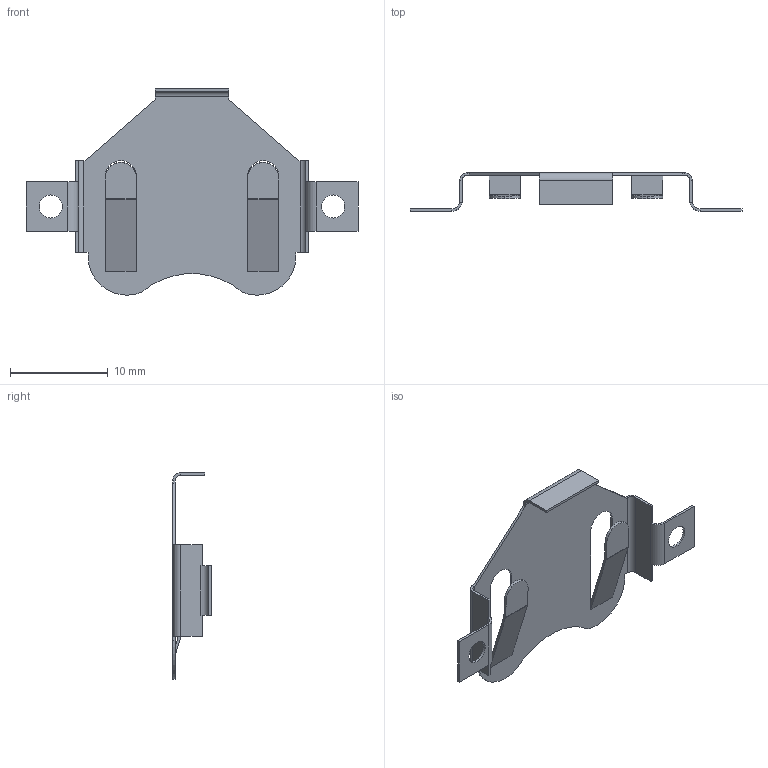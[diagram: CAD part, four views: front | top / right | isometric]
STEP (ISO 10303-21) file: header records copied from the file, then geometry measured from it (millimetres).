
FILE_DESCRIPTION (( 'STEP AP214' ), '1' );
FILE_NAME ('3084.STEP', '2009-04-14T15:19:41', ( 'Richard Maletta' ), ( '' ), 'SwSTEP 2.0', 'SolidWorks 2009', '' );
FILE_SCHEMA (( 'AUTOMOTIVE_DESIGN' ));
Length unit declared in the file: inch
Products named in the file (1): 3084
Bounding box: 34.01 x 3.96 x 21.13 mm (x, y, z)
Volume: 129.9 mm3; surface area: 1083.2 mm2
Topology: 1 solids, 1 shells, 127 faces, 300 edges, 176 vertices
Faces by surface type: plane 96, cylinder 31
Entity records: 3596 total; most frequent: DIRECTION 618, CARTESIAN_POINT 604, ORIENTED_EDGE 600, EDGE_CURVE 300, LINE 238, VECTOR 238, AXIS2_PLACEMENT_3D 190, VERTEX_POINT 176
